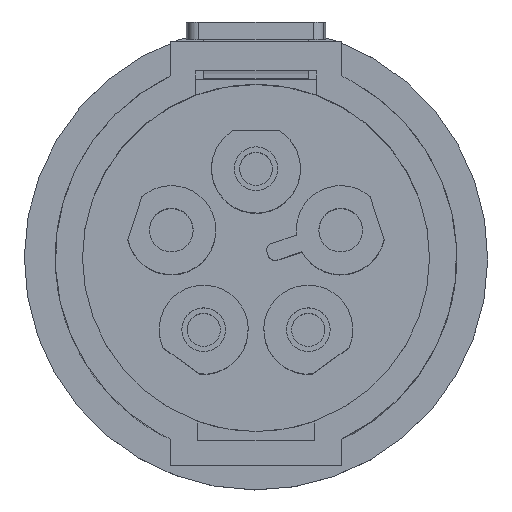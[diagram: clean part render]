
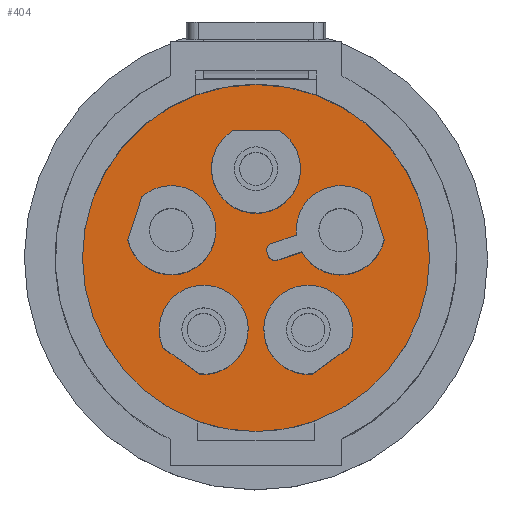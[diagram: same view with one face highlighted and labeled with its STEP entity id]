
A CAD part, top view. The second image highlights one B-rep face of the part: STEP entity #404.
In plain terms, the highlighted planar face has unit normal (0, 0, 1).
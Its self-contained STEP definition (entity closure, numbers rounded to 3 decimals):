
#201=AXIS2_PLACEMENT_3D('Circle Axis2P3D',#199,#200,$) ;
#260=AXIS2_PLACEMENT_3D('Plane Axis2P3D',#257,#258,#259) ;
#264=AXIS2_PLACEMENT_3D('Circle Axis2P3D',#262,#263,$) ;
#273=AXIS2_PLACEMENT_3D('Circle Axis2P3D',#271,#272,$) ;
#282=AXIS2_PLACEMENT_3D('Circle Axis2P3D',#280,#281,$) ;
#298=AXIS2_PLACEMENT_3D('Circle Axis2P3D',#296,#297,$) ;
#312=AXIS2_PLACEMENT_3D('Circle Axis2P3D',#310,#311,$) ;
#326=AXIS2_PLACEMENT_3D('Circle Axis2P3D',#324,#325,$) ;
#348=AXIS2_PLACEMENT_3D('Circle Axis2P3D',#346,#347,$) ;
#370=AXIS2_PLACEMENT_3D('Circle Axis2P3D',#368,#369,$) ;
#388=AXIS2_PLACEMENT_3D('Circle Axis2P3D',#386,#387,$) ;
#167=CARTESIAN_POINT('Line Origine',(8.985,7.37,23.48)) ;
#171=CARTESIAN_POINT('Vertex',(7.942,8.128,23.48)) ;
#173=CARTESIAN_POINT('Vertex',(10.028,6.612,23.48)) ;
#199=CARTESIAN_POINT('Axis2P3D Location',(10.277,9.149,23.48)) ;
#257=CARTESIAN_POINT('Axis2P3D Location',(13.275,13.275,23.48)) ;
#262=CARTESIAN_POINT('Axis2P3D Location',(13.275,13.275,23.48)) ;
#266=CARTESIAN_POINT('Vertex',(13.275,3.334,23.48)) ;
#268=CARTESIAN_POINT('Vertex',(13.275,23.216,23.48)) ;
#271=CARTESIAN_POINT('Axis2P3D Location',(13.275,13.275,23.48)) ;
#280=CARTESIAN_POINT('Axis2P3D Location',(14.288,13.711,23.48)) ;
#284=CARTESIAN_POINT('Vertex',(14.164,14.092,23.48)) ;
#286=CARTESIAN_POINT('Vertex',(13.908,13.588,23.48)) ;
#289=CARTESIAN_POINT('Line Origine',(14.879,14.324,23.48)) ;
#293=CARTESIAN_POINT('Vertex',(15.593,14.556,23.48)) ;
#296=CARTESIAN_POINT('Axis2P3D Location',(18.125,14.851,23.48)) ;
#300=CARTESIAN_POINT('Vertex',(19.819,16.757,23.48)) ;
#303=CARTESIAN_POINT('Line Origine',(20.217,15.531,23.48)) ;
#307=CARTESIAN_POINT('Vertex',(20.615,14.305,23.48)) ;
#310=CARTESIAN_POINT('Axis2P3D Location',(18.125,14.851,23.48)) ;
#314=CARTESIAN_POINT('Vertex',(15.903,13.601,23.48)) ;
#317=CARTESIAN_POINT('Line Origine',(15.189,13.369,23.48)) ;
#321=CARTESIAN_POINT('Vertex',(14.475,13.137,23.48)) ;
#324=CARTESIAN_POINT('Axis2P3D Location',(14.351,13.518,23.48)) ;
#328=CARTESIAN_POINT('Vertex',(13.971,13.394,23.48)) ;
#331=CARTESIAN_POINT('Line Origine',(13.939,13.491,23.48)) ;
#346=CARTESIAN_POINT('Axis2P3D Location',(16.273,9.149,23.48)) ;
#350=CARTESIAN_POINT('Vertex',(18.608,8.128,23.48)) ;
#352=CARTESIAN_POINT('Vertex',(16.522,6.612,23.48)) ;
#355=CARTESIAN_POINT('Line Origine',(17.565,7.37,23.48)) ;
#368=CARTESIAN_POINT('Axis2P3D Location',(8.425,14.851,23.48)) ;
#372=CARTESIAN_POINT('Vertex',(5.935,14.305,23.48)) ;
#374=CARTESIAN_POINT('Vertex',(6.731,16.757,23.48)) ;
#377=CARTESIAN_POINT('Line Origine',(6.333,15.531,23.48)) ;
#386=CARTESIAN_POINT('Axis2P3D Location',(13.275,18.375,23.48)) ;
#390=CARTESIAN_POINT('Vertex',(11.986,20.574,23.48)) ;
#392=CARTESIAN_POINT('Vertex',(14.564,20.574,23.48)) ;
#395=CARTESIAN_POINT('Line Origine',(13.275,20.574,23.48)) ;
#168=DIRECTION('Vector Direction',(0.809,-0.588,0.)) ;
#200=DIRECTION('Axis2P3D Direction',(0.,0.,1.)) ;
#258=DIRECTION('Axis2P3D Direction',(0.,0.,1.)) ;
#259=DIRECTION('Axis2P3D XDirection',(0.,-1.,0.)) ;
#263=DIRECTION('Axis2P3D Direction',(0.,0.,1.)) ;
#272=DIRECTION('Axis2P3D Direction',(0.,0.,1.)) ;
#281=DIRECTION('Axis2P3D Direction',(0.,0.,1.)) ;
#290=DIRECTION('Vector Direction',(0.951,0.309,0.)) ;
#297=DIRECTION('Axis2P3D Direction',(0.,0.,1.)) ;
#304=DIRECTION('Vector Direction',(-0.309,0.951,0.)) ;
#311=DIRECTION('Axis2P3D Direction',(0.,0.,1.)) ;
#318=DIRECTION('Vector Direction',(-0.951,-0.309,0.)) ;
#325=DIRECTION('Axis2P3D Direction',(0.,0.,1.)) ;
#332=DIRECTION('Vector Direction',(-0.309,0.951,0.)) ;
#347=DIRECTION('Axis2P3D Direction',(0.,0.,1.)) ;
#356=DIRECTION('Vector Direction',(0.809,0.588,0.)) ;
#369=DIRECTION('Axis2P3D Direction',(0.,0.,1.)) ;
#378=DIRECTION('Vector Direction',(-0.309,-0.951,0.)) ;
#387=DIRECTION('Axis2P3D Direction',(0.,0.,1.)) ;
#396=DIRECTION('Vector Direction',(-1.,0.,0.)) ;
#169=VECTOR('Line Direction',#168,1.) ;
#291=VECTOR('Line Direction',#290,1.) ;
#305=VECTOR('Line Direction',#304,1.) ;
#319=VECTOR('Line Direction',#318,1.) ;
#333=VECTOR('Line Direction',#332,1.) ;
#357=VECTOR('Line Direction',#356,1.) ;
#379=VECTOR('Line Direction',#378,1.) ;
#397=VECTOR('Line Direction',#396,1.) ;
#277=ORIENTED_EDGE('',*,*,#270,.T.) ;
#278=ORIENTED_EDGE('',*,*,#275,.T.) ;
#337=ORIENTED_EDGE('',*,*,#288,.F.) ;
#338=ORIENTED_EDGE('',*,*,#295,.T.) ;
#339=ORIENTED_EDGE('',*,*,#302,.F.) ;
#340=ORIENTED_EDGE('',*,*,#309,.F.) ;
#341=ORIENTED_EDGE('',*,*,#316,.F.) ;
#342=ORIENTED_EDGE('',*,*,#323,.T.) ;
#343=ORIENTED_EDGE('',*,*,#330,.F.) ;
#344=ORIENTED_EDGE('',*,*,#335,.T.) ;
#361=ORIENTED_EDGE('',*,*,#354,.F.) ;
#362=ORIENTED_EDGE('',*,*,#359,.F.) ;
#365=ORIENTED_EDGE('',*,*,#203,.F.) ;
#366=ORIENTED_EDGE('',*,*,#175,.F.) ;
#383=ORIENTED_EDGE('',*,*,#376,.F.) ;
#384=ORIENTED_EDGE('',*,*,#381,.F.) ;
#401=ORIENTED_EDGE('',*,*,#394,.F.) ;
#402=ORIENTED_EDGE('',*,*,#399,.F.) ;
#345=FACE_BOUND('',#336,.T.) ;
#363=FACE_BOUND('',#360,.T.) ;
#367=FACE_BOUND('',#364,.T.) ;
#385=FACE_BOUND('',#382,.T.) ;
#403=FACE_BOUND('',#400,.T.) ;
#404=ADVANCED_FACE('STECKVERBINDER',(#279,#345,#363,#367,#385,#403),#261,.T.) ;
#202=CIRCLE('generated circle',#201,2.549) ;
#265=CIRCLE('generated circle',#264,9.941) ;
#274=CIRCLE('generated circle',#273,9.941) ;
#283=CIRCLE('generated circle',#282,0.4) ;
#299=CIRCLE('generated circle',#298,2.549) ;
#313=CIRCLE('generated circle',#312,2.549) ;
#327=CIRCLE('generated circle',#326,0.4) ;
#349=CIRCLE('generated circle',#348,2.549) ;
#371=CIRCLE('generated circle',#370,2.549) ;
#389=CIRCLE('generated circle',#388,2.549) ;
#175=EDGE_CURVE('',#172,#174,#170,.T.) ;
#203=EDGE_CURVE('',#174,#172,#202,.T.) ;
#270=EDGE_CURVE('',#267,#269,#265,.T.) ;
#275=EDGE_CURVE('',#269,#267,#274,.T.) ;
#288=EDGE_CURVE('',#285,#287,#283,.T.) ;
#295=EDGE_CURVE('',#285,#294,#292,.T.) ;
#302=EDGE_CURVE('',#301,#294,#299,.T.) ;
#309=EDGE_CURVE('',#308,#301,#306,.T.) ;
#316=EDGE_CURVE('',#315,#308,#313,.T.) ;
#323=EDGE_CURVE('',#315,#322,#320,.T.) ;
#330=EDGE_CURVE('',#329,#322,#327,.T.) ;
#335=EDGE_CURVE('',#329,#287,#334,.T.) ;
#354=EDGE_CURVE('',#351,#353,#349,.T.) ;
#359=EDGE_CURVE('',#353,#351,#358,.T.) ;
#376=EDGE_CURVE('',#373,#375,#371,.T.) ;
#381=EDGE_CURVE('',#375,#373,#380,.T.) ;
#394=EDGE_CURVE('',#391,#393,#389,.T.) ;
#399=EDGE_CURVE('',#393,#391,#398,.T.) ;
#276=EDGE_LOOP('',(#277,#278)) ;
#336=EDGE_LOOP('',(#337,#338,#339,#340,#341,#342,#343,#344)) ;
#360=EDGE_LOOP('',(#361,#362)) ;
#364=EDGE_LOOP('',(#365,#366)) ;
#382=EDGE_LOOP('',(#383,#384)) ;
#400=EDGE_LOOP('',(#401,#402)) ;
#279=FACE_OUTER_BOUND('',#276,.T.) ;
#170=LINE('Line',#167,#169) ;
#292=LINE('Line',#289,#291) ;
#306=LINE('Line',#303,#305) ;
#320=LINE('Line',#317,#319) ;
#334=LINE('Line',#331,#333) ;
#358=LINE('Line',#355,#357) ;
#380=LINE('Line',#377,#379) ;
#398=LINE('Line',#395,#397) ;
#261=PLANE('',#260) ;
#172=VERTEX_POINT('',#171) ;
#174=VERTEX_POINT('',#173) ;
#267=VERTEX_POINT('',#266) ;
#269=VERTEX_POINT('',#268) ;
#285=VERTEX_POINT('',#284) ;
#287=VERTEX_POINT('',#286) ;
#294=VERTEX_POINT('',#293) ;
#301=VERTEX_POINT('',#300) ;
#308=VERTEX_POINT('',#307) ;
#315=VERTEX_POINT('',#314) ;
#322=VERTEX_POINT('',#321) ;
#329=VERTEX_POINT('',#328) ;
#351=VERTEX_POINT('',#350) ;
#353=VERTEX_POINT('',#352) ;
#373=VERTEX_POINT('',#372) ;
#375=VERTEX_POINT('',#374) ;
#391=VERTEX_POINT('',#390) ;
#393=VERTEX_POINT('',#392) ;
